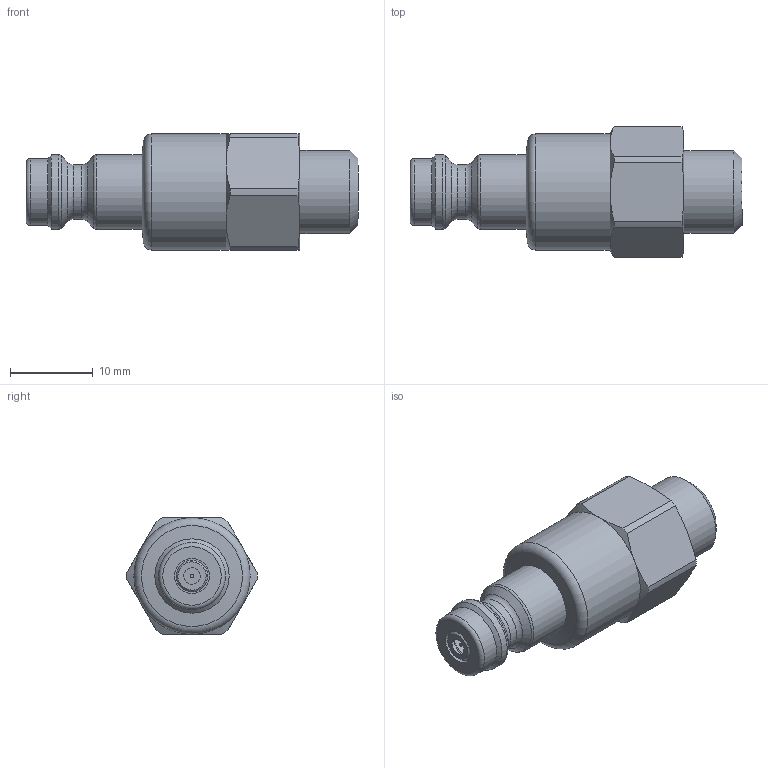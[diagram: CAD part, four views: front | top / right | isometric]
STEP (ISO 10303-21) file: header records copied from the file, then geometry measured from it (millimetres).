
FILE_DESCRIPTION(/* description */ (''),/* implementation_level */ '2;1');
FILE_NAME(/* name */ 'ESM 101 NAAB.stp',/* time_stamp */ '2022-11-29T07:55:58+01:00',/* author */ ('meier'),/* organization */ (''),/* preprocessor_version */ 'ST-DEVELOPER v18.1',/* originating_system */ 'Autodesk Inventor 2022',/* authorisation */ '0 mm^3');
FILE_SCHEMA (('AUTOMOTIVE_DESIGN { 1 0 10303 214 3 1 1 }'));
Length unit declared in the file: millimetre
Products named in the file (1): LUE_00015782
Bounding box: 40 x 15.7 x 14 mm (x, y, z)
Volume: 4157.3 mm3; surface area: 1893.2 mm2
Topology: 1 solids, 1 shells, 54 faces, 125 edges, 78 vertices
Faces by surface type: cone 19, cylinder 16, plane 13, torus 6
Full cylindrical faces by diameter (mm): 2 x1, 3.8 x1, 4.2 x1, 5 x1, 6.6 x1, 8.05 x1, 8.96 x2, 10 x1, 14 x1
Entity records: 1615 total; most frequent: CARTESIAN_POINT 306, DIRECTION 283, ORIENTED_EDGE 250, AXIS2_PLACEMENT_3D 127, EDGE_CURVE 125, VERTEX_POINT 78, CIRCLE 72, EDGE_LOOP 59
